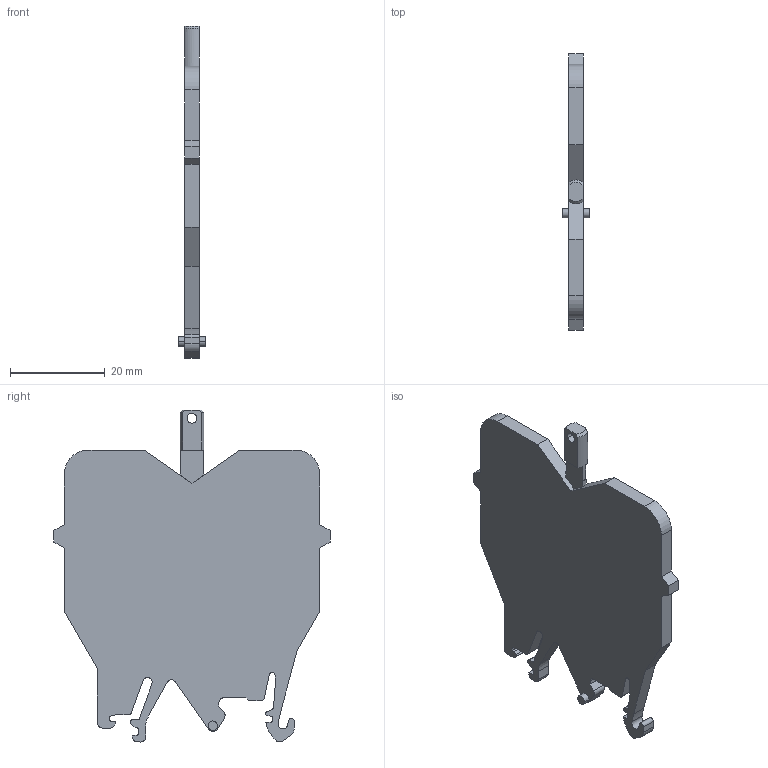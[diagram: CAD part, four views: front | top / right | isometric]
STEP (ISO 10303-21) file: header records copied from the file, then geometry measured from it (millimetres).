
FILE_DESCRIPTION(('CATIA V5R24 STEP','CAx-IF Rec.Pracs.--- Model Styling and Organization---1.2---2011-12-15'),'2;1');
FILE_NAME ('D1445982_0', '2016-03-15T08:52:55+00:00', ('Weidmueller Interface'), ('Weidmueller'), 'CATIA Version 5-6 Release 2014 SP4', 'CATIA V5 STEP AP214', 'none');
FILE_SCHEMA(('AUTOMOTIVE_DESIGN { 1 0 10303 214 1 1 1 1 }'));
Length unit declared in the file: millimetre
Products named in the file (1): v5-standard_part
Bounding box: 5.8 x 58.4 x 70.2 mm (x, y, z)
Volume: 8206.5 mm3; surface area: 6522.7 mm2
Topology: 1 solids, 1 shells, 111 faces, 319 edges, 212 vertices
Faces by surface type: plane 68, cylinder 41, cone 2
Entity records: 3668 total; most frequent: CARTESIAN_POINT 651, ORIENTED_EDGE 638, DIRECTION 517, EDGE_CURVE 319, VECTOR 225, LINE 225, VERTEX_POINT 212, AXIS2_PLACEMENT_3D 192
